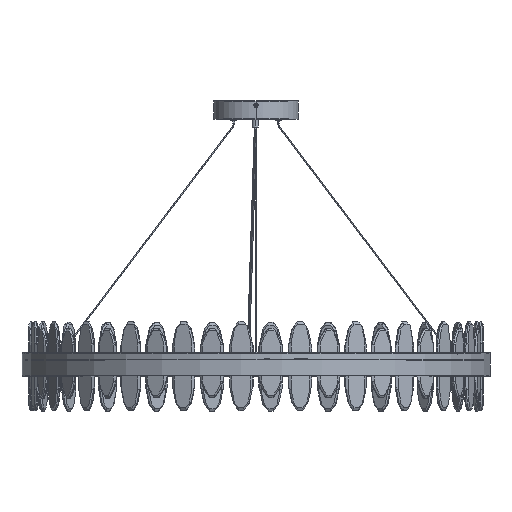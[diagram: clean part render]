
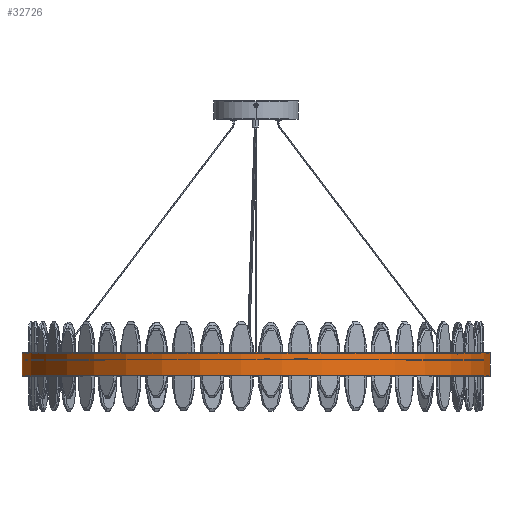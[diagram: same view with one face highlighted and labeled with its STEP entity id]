
A CAD part, top view. The second image highlights one B-rep face of the part: STEP entity #32726.
In plain terms, the highlighted cylindrical face has radius 500 mm (diameter 1000 mm), a partial arc.
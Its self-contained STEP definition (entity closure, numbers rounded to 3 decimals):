
#795 = DIRECTION ( 'NONE',  ( 0., 1., 0. ) ) ;
#2053 = LINE ( 'NONE', #61344, #64333 ) ;
#4604 = EDGE_CURVE ( 'NONE', #69561, #107351, #2053, .T. ) ;
#11452 = DIRECTION ( 'NONE',  ( 0., 1., 0. ) ) ;
#11554 = DIRECTION ( 'NONE',  ( 0., 1., 0. ) ) ;
#11885 = DIRECTION ( 'NONE',  ( -0.998, 0., -0.065 ) ) ;
#16983 = VERTEX_POINT ( 'NONE', #74026 ) ;
#19673 = CARTESIAN_POINT ( 'NONE',  ( 0., -537.5, 0. ) ) ;
#19883 = CARTESIAN_POINT ( 'NONE',  ( 0., -587.5, 0. ) ) ;
#21521 = DIRECTION ( 'NONE',  ( -0.998, 0., -0.065 ) ) ;
#22180 = EDGE_CURVE ( 'NONE', #16983, #107351, #47940, .T. ) ;
#23057 = CIRCLE ( 'NONE', #106221, 500. ) ;
#32726 = ADVANCED_FACE ( 'NONE', ( #103304 ), #60655, .T. ) ;
#40884 = AXIS2_PLACEMENT_3D ( 'NONE', #19673, #80573, #11885 ) ;
#42384 = CARTESIAN_POINT ( 'NONE',  ( 0., -537.5, 0. ) ) ;
#42760 = ORIENTED_EDGE ( 'NONE', *, *, #50142, .T. ) ;
#47940 = CIRCLE ( 'NONE', #40884, 500. ) ;
#50142 = EDGE_CURVE ( 'NONE', #91272, #69561, #23057, .T. ) ;
#58594 = AXIS2_PLACEMENT_3D ( 'NONE', #42384, #795, #76190 ) ;
#60655 = CYLINDRICAL_SURFACE ( 'NONE', #58594, 500. ) ;
#61344 = CARTESIAN_POINT ( 'NONE',  ( 498.929, -537.5, 32.702 ) ) ;
#64333 = VECTOR ( 'NONE', #11452, 1000. ) ;
#69561 = VERTEX_POINT ( 'NONE', #71698 ) ;
#69855 = VECTOR ( 'NONE', #105013, 1000. ) ;
#71204 = CARTESIAN_POINT ( 'NONE',  ( -498.929, -537.5, -32.702 ) ) ;
#71698 = CARTESIAN_POINT ( 'NONE',  ( 498.929, -587.5, 32.702 ) ) ;
#74026 = CARTESIAN_POINT ( 'NONE',  ( -498.929, -537.5, -32.702 ) ) ;
#76119 = CARTESIAN_POINT ( 'NONE',  ( -498.929, -587.5, -32.702 ) ) ;
#76190 = DIRECTION ( 'NONE',  ( -0.998, 0., -0.065 ) ) ;
#78987 = LINE ( 'NONE', #71204, #69855 ) ;
#80573 = DIRECTION ( 'NONE',  ( 0., 1., 0. ) ) ;
#85762 = ORIENTED_EDGE ( 'NONE', *, *, #22180, .F. ) ;
#91272 = VERTEX_POINT ( 'NONE', #76119 ) ;
#97527 = ORIENTED_EDGE ( 'NONE', *, *, #104065, .F. ) ;
#102134 = EDGE_LOOP ( 'NONE', ( #42760, #102987, #85762, #97527 ) ) ;
#102987 = ORIENTED_EDGE ( 'NONE', *, *, #4604, .T. ) ;
#103304 = FACE_OUTER_BOUND ( 'NONE', #102134, .T. ) ;
#104065 = EDGE_CURVE ( 'NONE', #91272, #16983, #78987, .T. ) ;
#105013 = DIRECTION ( 'NONE',  ( 0., 1., 0. ) ) ;
#106221 = AXIS2_PLACEMENT_3D ( 'NONE', #19883, #11554, #21521 ) ;
#107351 = VERTEX_POINT ( 'NONE', #108590 ) ;
#108590 = CARTESIAN_POINT ( 'NONE',  ( 498.929, -537.5, 32.702 ) ) ;
